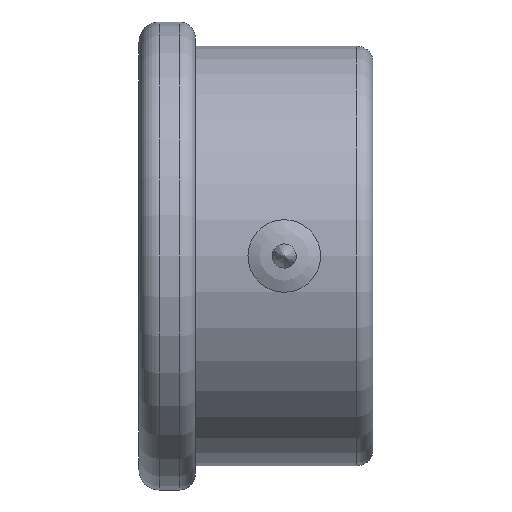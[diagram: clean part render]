
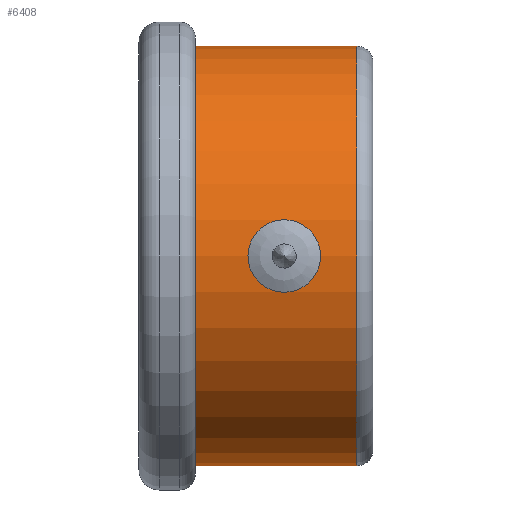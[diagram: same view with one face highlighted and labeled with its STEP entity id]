
A CAD part, left-side view. The second image highlights one B-rep face of the part: STEP entity #6408.
In plain terms, the highlighted cylindrical face has radius 26 mm (diameter 52 mm), a full revolution.
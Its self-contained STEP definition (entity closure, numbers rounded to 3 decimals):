
#417=LINE('',#9149,#1209);
#418=LINE('',#9151,#1210);
#1209=VECTOR('',#7290,26.);
#1210=VECTOR('',#7291,26.);
#2000=CYLINDRICAL_SURFACE('',#6805,26.);
#2032=FACE_OUTER_BOUND('',#2406,.T.);
#2406=EDGE_LOOP('',(#4551,#4552,#4553,#4554,#4555,#4556,#4557,#4558,#4559,
#4560,#4561));
#2845=B_SPLINE_CURVE_WITH_KNOTS('',3,(#9114,#9115,#9116,#9117,#9118,#9119,
#9120),.UNSPECIFIED.,.F.,.F.,(4,1,1,1,4),(-3.63,-3.371,
-3.112,-2.852,-2.723),.UNSPECIFIED.);
#2846=B_SPLINE_CURVE_WITH_KNOTS('',3,(#9122,#9123,#9124,#9125,#9126,#9127,
#9128,#9129,#9130),.UNSPECIFIED.,.F.,.F.,(4,1,1,1,1,1,4),(-2.723,
-2.593,-2.074,-1.729,-1.556,
-1.037,-0.908),.UNSPECIFIED.);
#2847=B_SPLINE_CURVE_WITH_KNOTS('',3,(#9131,#9132,#9133,#9134,#9135,#9136,
#9137),.UNSPECIFIED.,.F.,.F.,(4,1,1,1,4),(-0.908,-0.778,
-0.519,-0.259,0.),.UNSPECIFIED.);
#2869=CIRCLE('',#6806,26.);
#2870=CIRCLE('',#6807,26.);
#2871=CIRCLE('',#6808,26.);
#2872=CIRCLE('',#6809,26.);
#2981=VERTEX_POINT('',#9090);
#2984=VERTEX_POINT('',#9113);
#2985=VERTEX_POINT('',#9121);
#2989=VERTEX_POINT('',#9147);
#2990=VERTEX_POINT('',#9150);
#2991=VERTEX_POINT('',#9152);
#2992=VERTEX_POINT('',#9154);
#3609=EDGE_CURVE('',#2981,#2984,#2845,.T.);
#3610=EDGE_CURVE('',#2984,#2985,#2846,.T.);
#3611=EDGE_CURVE('',#2985,#2981,#2847,.T.);
#3616=EDGE_CURVE('',#2989,#2989,#2869,.T.);
#3617=EDGE_CURVE('',#2989,#2984,#417,.T.);
#3618=EDGE_CURVE('',#2985,#2990,#418,.T.);
#3619=EDGE_CURVE('',#2991,#2990,#2870,.T.);
#3620=EDGE_CURVE('',#2992,#2991,#2871,.T.);
#3621=EDGE_CURVE('',#2990,#2992,#2872,.T.);
#4551=ORIENTED_EDGE('',*,*,#3616,.T.);
#4552=ORIENTED_EDGE('',*,*,#3617,.T.);
#4553=ORIENTED_EDGE('',*,*,#3609,.F.);
#4554=ORIENTED_EDGE('',*,*,#3611,.F.);
#4555=ORIENTED_EDGE('',*,*,#3618,.T.);
#4556=ORIENTED_EDGE('',*,*,#3619,.F.);
#4557=ORIENTED_EDGE('',*,*,#3620,.F.);
#4558=ORIENTED_EDGE('',*,*,#3621,.F.);
#4559=ORIENTED_EDGE('',*,*,#3618,.F.);
#4560=ORIENTED_EDGE('',*,*,#3610,.F.);
#4561=ORIENTED_EDGE('',*,*,#3617,.F.);
#6408=ADVANCED_FACE('',(#2032),#2000,.T.);
#6805=AXIS2_PLACEMENT_3D('',#9146,#7286,#7287);
#6806=AXIS2_PLACEMENT_3D('',#9148,#7288,#7289);
#6807=AXIS2_PLACEMENT_3D('',#9153,#7292,#7293);
#6808=AXIS2_PLACEMENT_3D('',#9155,#7294,#7295);
#6809=AXIS2_PLACEMENT_3D('',#9156,#7296,#7297);
#7286=DIRECTION('center_axis',(0.,1.,0.));
#7287=DIRECTION('ref_axis',(-1.,0.,0.));
#7288=DIRECTION('center_axis',(0.,-1.,0.));
#7289=DIRECTION('ref_axis',(-1.,0.,0.));
#7290=DIRECTION('',(0.,-1.,0.));
#7291=DIRECTION('',(0.,-1.,0.));
#7292=DIRECTION('center_axis',(0.,-1.,0.));
#7293=DIRECTION('ref_axis',(1.,0.,0.));
#7294=DIRECTION('center_axis',(0.,-1.,0.));
#7295=DIRECTION('ref_axis',(1.,0.,0.));
#7296=DIRECTION('center_axis',(0.,-1.,0.));
#7297=DIRECTION('ref_axis',(1.,0.,0.));
#9090=CARTESIAN_POINT('',(25.111,11.,-6.741));
#9113=CARTESIAN_POINT('',(26.,18.,0.));
#9114=CARTESIAN_POINT('Ctrl Pts',(25.111,11.,-6.741));
#9115=CARTESIAN_POINT('Ctrl Pts',(25.111,12.052,-6.741));
#9116=CARTESIAN_POINT('Ctrl Pts',(25.242,14.151,-6.275));
#9117=CARTESIAN_POINT('Ctrl Pts',(25.674,16.656,-4.347));
#9118=CARTESIAN_POINT('Ctrl Pts',(25.954,17.82,-2.029));
#9119=CARTESIAN_POINT('Ctrl Pts',(25.999,17.999,-0.506));
#9120=CARTESIAN_POINT('Ctrl Pts',(26.,18.,0.001));
#9121=CARTESIAN_POINT('',(26.,4.,0.));
#9122=CARTESIAN_POINT('Ctrl Pts',(26.,18.,0.001));
#9123=CARTESIAN_POINT('Ctrl Pts',(26.001,18.001,0.508));
#9124=CARTESIAN_POINT('Ctrl Pts',(25.933,17.712,3.044));
#9125=CARTESIAN_POINT('Ctrl Pts',(25.248,14.977,6.353));
#9126=CARTESIAN_POINT('Ctrl Pts',(25.045,10.612,6.966));
#9127=CARTESIAN_POINT('Ctrl Pts',(25.378,6.553,5.763));
#9128=CARTESIAN_POINT('Ctrl Pts',(25.93,4.286,3.049));
#9129=CARTESIAN_POINT('Ctrl Pts',(26.,3.997,0.512));
#9130=CARTESIAN_POINT('Ctrl Pts',(26.,3.998,0.004));
#9131=CARTESIAN_POINT('Ctrl Pts',(26.,3.998,0.004));
#9132=CARTESIAN_POINT('Ctrl Pts',(26.,3.999,-0.504));
#9133=CARTESIAN_POINT('Ctrl Pts',(25.956,4.179,-2.029));
#9134=CARTESIAN_POINT('Ctrl Pts',(25.674,5.344,-4.347));
#9135=CARTESIAN_POINT('Ctrl Pts',(25.243,7.849,-6.275));
#9136=CARTESIAN_POINT('Ctrl Pts',(25.111,9.948,-6.741));
#9137=CARTESIAN_POINT('Ctrl Pts',(25.111,11.,-6.741));
#9146=CARTESIAN_POINT('Origin',(0.,0.,0.));
#9147=CARTESIAN_POINT('',(26.,22.,0.));
#9148=CARTESIAN_POINT('Origin',(0.,22.,0.));
#9149=CARTESIAN_POINT('',(26.,0.,0.));
#9150=CARTESIAN_POINT('',(26.,2.,0.));
#9151=CARTESIAN_POINT('',(26.,0.,0.));
#9152=CARTESIAN_POINT('',(0.,2.,-26.));
#9153=CARTESIAN_POINT('Origin',(0.,2.,0.));
#9154=CARTESIAN_POINT('',(-26.,2.,0.));
#9155=CARTESIAN_POINT('Origin',(0.,2.,0.));
#9156=CARTESIAN_POINT('Origin',(0.,2.,0.));
